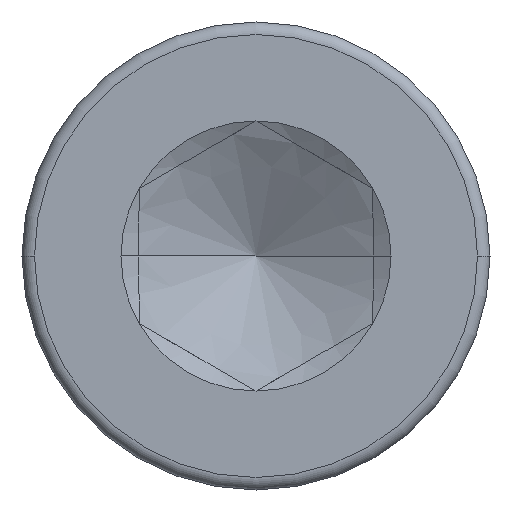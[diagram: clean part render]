
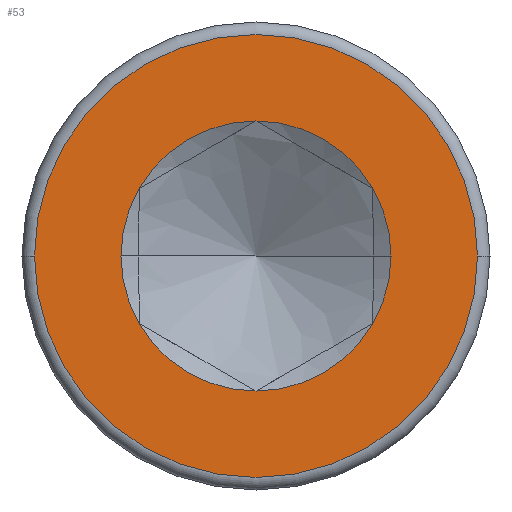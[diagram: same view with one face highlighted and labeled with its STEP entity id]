
A CAD part, left-side view. The second image highlights one B-rep face of the part: STEP entity #53.
In plain terms, the highlighted planar face has unit normal (-1, 0, 0).
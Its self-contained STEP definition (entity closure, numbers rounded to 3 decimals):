
#35=FACE_BOUND('',#111,.F.);
#40=PLANE('',#517);
#53=ADVANCED_FACE('',(#35,#82),#40,.T.);
#82=FACE_OUTER_BOUND('',#112,.F.);
#111=EDGE_LOOP('',(#155,#156,#157,#158,#159,#160,#161,#162));
#112=EDGE_LOOP('',(#163,#164));
#155=ORIENTED_EDGE('',*,*,#362,.T.);
#156=ORIENTED_EDGE('',*,*,#361,.T.);
#157=ORIENTED_EDGE('',*,*,#360,.T.);
#158=ORIENTED_EDGE('',*,*,#367,.T.);
#159=ORIENTED_EDGE('',*,*,#366,.T.);
#160=ORIENTED_EDGE('',*,*,#365,.T.);
#161=ORIENTED_EDGE('',*,*,#364,.T.);
#162=ORIENTED_EDGE('',*,*,#363,.T.);
#163=ORIENTED_EDGE('',*,*,#375,.F.);
#164=ORIENTED_EDGE('',*,*,#368,.F.);
#360=EDGE_CURVE('',#450,#444,#408,.T.);
#361=EDGE_CURVE('',#451,#450,#409,.T.);
#362=EDGE_CURVE('',#452,#451,#410,.T.);
#363=EDGE_CURVE('',#443,#452,#411,.T.);
#364=EDGE_CURVE('',#453,#443,#412,.T.);
#365=EDGE_CURVE('',#447,#453,#413,.T.);
#366=EDGE_CURVE('',#448,#447,#414,.T.);
#367=EDGE_CURVE('',#444,#448,#415,.T.);
#368=EDGE_CURVE('',#442,#441,#416,.T.);
#375=EDGE_CURVE('',#441,#442,#421,.T.);
#408=CIRCLE('',#494,0.866);
#409=CIRCLE('',#495,0.866);
#410=CIRCLE('',#496,0.866);
#411=CIRCLE('',#497,0.866);
#412=CIRCLE('',#498,0.866);
#413=CIRCLE('',#499,0.866);
#414=CIRCLE('',#500,0.866);
#415=CIRCLE('',#501,0.866);
#416=CIRCLE('',#502,1.42);
#421=CIRCLE('',#507,1.42);
#441=VERTEX_POINT('',#692);
#442=VERTEX_POINT('',#693);
#443=VERTEX_POINT('',#694);
#444=VERTEX_POINT('',#695);
#447=VERTEX_POINT('',#698);
#448=VERTEX_POINT('',#699);
#450=VERTEX_POINT('',#701);
#451=VERTEX_POINT('',#702);
#452=VERTEX_POINT('',#703);
#453=VERTEX_POINT('',#704);
#494=AXIS2_PLACEMENT_3D('',#766,#561,#562);
#495=AXIS2_PLACEMENT_3D('',#767,#563,#564);
#496=AXIS2_PLACEMENT_3D('',#768,#565,#566);
#497=AXIS2_PLACEMENT_3D('',#769,#567,#568);
#498=AXIS2_PLACEMENT_3D('',#770,#569,#570);
#499=AXIS2_PLACEMENT_3D('',#771,#571,#572);
#500=AXIS2_PLACEMENT_3D('',#772,#573,#574);
#501=AXIS2_PLACEMENT_3D('',#773,#575,#576);
#502=AXIS2_PLACEMENT_3D('',#774,#577,#578);
#507=AXIS2_PLACEMENT_3D('',#781,#589,#590);
#517=AXIS2_PLACEMENT_3D('',#853,#623,#624);
#561=DIRECTION('',(-1.,0.,0.));
#562=DIRECTION('',(0.,0.866,0.5));
#563=DIRECTION('',(-1.,0.,0.));
#564=DIRECTION('',(0.,0.,1.));
#565=DIRECTION('',(-1.,0.,0.));
#566=DIRECTION('',(0.,-0.866,0.5));
#567=DIRECTION('',(-1.,0.,0.));
#568=DIRECTION('',(0.,-1.,0.));
#569=DIRECTION('',(-1.,0.,0.));
#570=DIRECTION('',(0.,-0.866,-0.5));
#571=DIRECTION('',(-1.,0.,0.));
#572=DIRECTION('',(0.,0.,-1.));
#573=DIRECTION('',(-1.,0.,0.));
#574=DIRECTION('',(0.,0.867,-0.499));
#575=DIRECTION('',(-1.,0.,0.));
#576=DIRECTION('',(0.,1.,0.));
#577=DIRECTION('',(-1.,0.,0.));
#578=DIRECTION('',(0.,1.,0.));
#589=DIRECTION('',(-1.,0.,0.));
#590=DIRECTION('',(0.,-1.,0.));
#623=DIRECTION('',(-1.,0.,0.));
#624=DIRECTION('',(0.,0.,1.));
#692=CARTESIAN_POINT('',(201.938,-27.79,-44.5));
#693=CARTESIAN_POINT('',(201.938,-24.95,-44.5));
#694=CARTESIAN_POINT('',(201.938,-27.236,-44.5));
#695=CARTESIAN_POINT('',(201.938,-25.505,-44.5));
#698=CARTESIAN_POINT('',(201.938,-26.37,-45.366));
#699=CARTESIAN_POINT('',(201.938,-25.62,-44.933));
#701=CARTESIAN_POINT('',(201.938,-25.621,-44.067));
#702=CARTESIAN_POINT('',(201.938,-26.37,-43.635));
#703=CARTESIAN_POINT('',(201.938,-27.12,-44.067));
#704=CARTESIAN_POINT('',(201.938,-27.12,-44.933));
#766=CARTESIAN_POINT('',(201.938,-26.37,-44.5));
#767=CARTESIAN_POINT('',(201.938,-26.37,-44.5));
#768=CARTESIAN_POINT('',(201.938,-26.37,-44.5));
#769=CARTESIAN_POINT('',(201.938,-26.37,-44.5));
#770=CARTESIAN_POINT('',(201.938,-26.37,-44.5));
#771=CARTESIAN_POINT('',(201.938,-26.37,-44.5));
#772=CARTESIAN_POINT('',(201.938,-26.37,-44.5));
#773=CARTESIAN_POINT('',(201.938,-26.37,-44.5));
#774=CARTESIAN_POINT('',(201.938,-26.37,-44.5));
#781=CARTESIAN_POINT('',(201.938,-26.37,-44.5));
#853=CARTESIAN_POINT('',(201.938,-27.819,-45.948));
